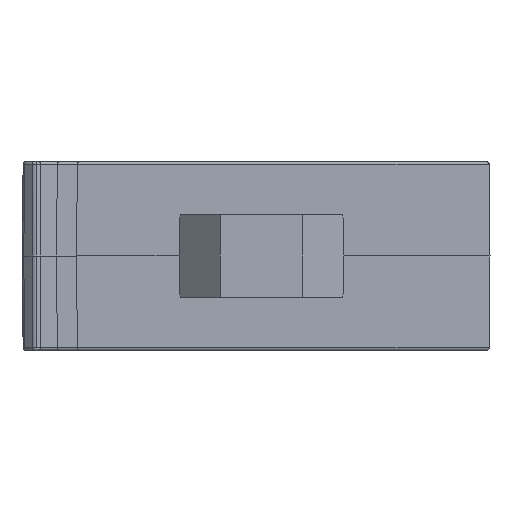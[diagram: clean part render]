
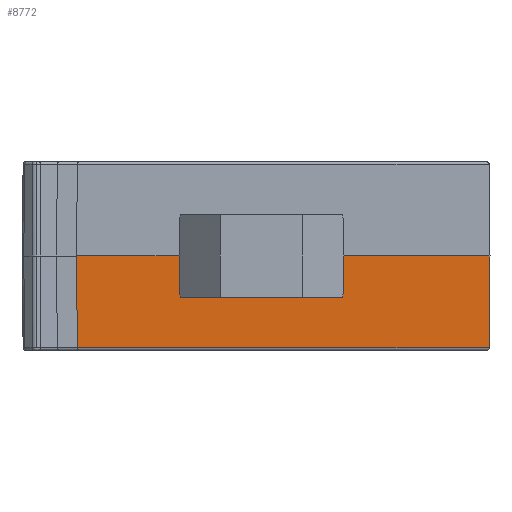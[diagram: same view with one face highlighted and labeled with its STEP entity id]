
A CAD part, front view. The second image highlights one B-rep face of the part: STEP entity #8772.
In plain terms, the highlighted planar face has unit normal (0, -1, 0).
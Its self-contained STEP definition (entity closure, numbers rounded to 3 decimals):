
#6443 = CYLINDRICAL_SURFACE('',#6444,0.2);
#6444 = AXIS2_PLACEMENT_3D('',#6445,#6446,#6447);
#6445 = CARTESIAN_POINT('',(-15.7,0.2,-7.8));
#6446 = DIRECTION('',(-1.,0.,-0.));
#6447 = DIRECTION('',(0.,0.,-1.));
#7919 = VERTEX_POINT('',#7920);
#7920 = CARTESIAN_POINT('',(4.,0.,0.));
#7927 = PLANE('',#7928);
#7928 = AXIS2_PLACEMENT_3D('',#7929,#7930,#7931);
#7929 = CARTESIAN_POINT('',(4.,-7.,0.));
#7930 = DIRECTION('',(1.,-0.,0.));
#7931 = DIRECTION('',(0.,1.,0.));
#7980 = VERTEX_POINT('',#7981);
#7981 = CARTESIAN_POINT('',(4.,0.,-3.5));
#7995 = PLANE('',#7996);
#7996 = AXIS2_PLACEMENT_3D('',#7997,#7998,#7999);
#7997 = CARTESIAN_POINT('',(-0.5,-7.,-3.5));
#7998 = DIRECTION('',(0.,0.,-1.));
#7999 = DIRECTION('',(-1.,0.,0.));
#8007 = EDGE_CURVE('',#7919,#7980,#8008,.T.);
#8008 = SURFACE_CURVE('',#8009,(#8013,#8020),.PCURVE_S1.);
#8009 = LINE('',#8010,#8011);
#8010 = CARTESIAN_POINT('',(4.,0.,8.));
#8011 = VECTOR('',#8012,1.);
#8012 = DIRECTION('',(0.,0.,-1.));
#8013 = PCURVE('',#7927,#8014);
#8014 = DEFINITIONAL_REPRESENTATION('',(#8015),#8019);
#8015 = LINE('',#8016,#8017);
#8016 = CARTESIAN_POINT('',(7.,8.));
#8017 = VECTOR('',#8018,1.);
#8018 = DIRECTION('',(0.,-1.));
#8019 = ( GEOMETRIC_REPRESENTATION_CONTEXT(2) 
PARAMETRIC_REPRESENTATION_CONTEXT() REPRESENTATION_CONTEXT('2D SPACE',''
  ) );
#8020 = PCURVE('',#8021,#8026);
#8021 = PLANE('',#8022);
#8022 = AXIS2_PLACEMENT_3D('',#8023,#8024,#8025);
#8023 = CARTESIAN_POINT('',(-15.7,0.,8.));
#8024 = DIRECTION('',(-0.,1.,0.));
#8025 = DIRECTION('',(1.,0.,0.));
#8026 = DEFINITIONAL_REPRESENTATION('',(#8027),#8031);
#8027 = LINE('',#8028,#8029);
#8028 = CARTESIAN_POINT('',(19.7,0.));
#8029 = VECTOR('',#8030,1.);
#8030 = DIRECTION('',(0.,1.));
#8031 = ( GEOMETRIC_REPRESENTATION_CONTEXT(2) 
PARAMETRIC_REPRESENTATION_CONTEXT() REPRESENTATION_CONTEXT('2D SPACE',''
  ) );
#8039 = VERTEX_POINT('',#8040);
#8040 = CARTESIAN_POINT('',(-4.,0.,0.));
#8059 = CYLINDRICAL_SURFACE('',#8060,3.5);
#8060 = AXIS2_PLACEMENT_3D('',#8061,#8062,#8063);
#8061 = CARTESIAN_POINT('',(-0.5,-7.,0.));
#8062 = DIRECTION('',(0.,-1.,0.));
#8063 = DIRECTION('',(0.,0.,1.));
#8141 = PLANE('',#8142);
#8142 = AXIS2_PLACEMENT_3D('',#8143,#8144,#8145);
#8143 = CARTESIAN_POINT('',(-15.7,0.,8.));
#8144 = DIRECTION('',(-0.,1.,0.));
#8145 = DIRECTION('',(1.,0.,0.));
#8159 = VERTEX_POINT('',#8160);
#8160 = CARTESIAN_POINT('',(-0.5,0.,-3.5));
#8232 = EDGE_CURVE('',#8159,#8039,#8233,.T.);
#8233 = SURFACE_CURVE('',#8234,(#8239,#8246),.PCURVE_S1.);
#8234 = CIRCLE('',#8235,3.5);
#8235 = AXIS2_PLACEMENT_3D('',#8236,#8237,#8238);
#8236 = CARTESIAN_POINT('',(-0.5,0.,0.));
#8237 = DIRECTION('',(0.,1.,0.));
#8238 = DIRECTION('',(0.,-0.,1.));
#8239 = PCURVE('',#8059,#8240);
#8240 = DEFINITIONAL_REPRESENTATION('',(#8241),#8245);
#8241 = LINE('',#8242,#8243);
#8242 = CARTESIAN_POINT('',(6.283,-7.));
#8243 = VECTOR('',#8244,1.);
#8244 = DIRECTION('',(-1.,0.));
#8245 = ( GEOMETRIC_REPRESENTATION_CONTEXT(2) 
PARAMETRIC_REPRESENTATION_CONTEXT() REPRESENTATION_CONTEXT('2D SPACE',''
  ) );
#8246 = PCURVE('',#8021,#8247);
#8247 = DEFINITIONAL_REPRESENTATION('',(#8248),#8252);
#8248 = CIRCLE('',#8249,3.5);
#8249 = AXIS2_PLACEMENT_2D('',#8250,#8251);
#8250 = CARTESIAN_POINT('',(15.2,8.));
#8251 = DIRECTION('',(0.,-1.));
#8252 = ( GEOMETRIC_REPRESENTATION_CONTEXT(2) 
PARAMETRIC_REPRESENTATION_CONTEXT() REPRESENTATION_CONTEXT('2D SPACE',''
  ) );
#8650 = VERTEX_POINT('',#8651);
#8651 = CARTESIAN_POINT('',(19.332,0.,-7.8));
#8660 = PLANE('',#8661);
#8661 = AXIS2_PLACEMENT_3D('',#8662,#8663,#8664);
#8662 = CARTESIAN_POINT('',(19.347,1.014,0.));
#8663 = DIRECTION('',(0.999,0.052,
    -0.009));
#8664 = DIRECTION('',(0.,-0.164,-0.986
    ));
#8725 = VERTEX_POINT('',#8726);
#8726 = CARTESIAN_POINT('',(19.4,0.,0.));
#8752 = EDGE_CURVE('',#8725,#8650,#8753,.T.);
#8753 = SURFACE_CURVE('',#8754,(#8758,#8765),.PCURVE_S1.);
#8754 = LINE('',#8755,#8756);
#8755 = CARTESIAN_POINT('',(19.4,0.,0.));
#8756 = VECTOR('',#8757,1.);
#8757 = DIRECTION('',(-0.009,0.,-1.));
#8758 = PCURVE('',#8660,#8759);
#8759 = DEFINITIONAL_REPRESENTATION('',(#8760),#8764);
#8760 = LINE('',#8761,#8762);
#8761 = CARTESIAN_POINT('',(0.167,-1.001));
#8762 = VECTOR('',#8763,1.);
#8763 = DIRECTION('',(0.986,0.165));
#8764 = ( GEOMETRIC_REPRESENTATION_CONTEXT(2) 
PARAMETRIC_REPRESENTATION_CONTEXT() REPRESENTATION_CONTEXT('2D SPACE',''
  ) );
#8765 = PCURVE('',#8021,#8766);
#8766 = DEFINITIONAL_REPRESENTATION('',(#8767),#8771);
#8767 = LINE('',#8768,#8769);
#8768 = CARTESIAN_POINT('',(35.1,8.));
#8769 = VECTOR('',#8770,1.);
#8770 = DIRECTION('',(-0.009,1.));
#8771 = ( GEOMETRIC_REPRESENTATION_CONTEXT(2) 
PARAMETRIC_REPRESENTATION_CONTEXT() REPRESENTATION_CONTEXT('2D SPACE',''
  ) );
#8772 = ADVANCED_FACE('',(#8773),#8021,.F.);
#8773 = FACE_BOUND('',#8774,.T.);
#8774 = EDGE_LOOP('',(#8775,#8805,#8826,#8827,#8848,#8849,#8870,#8871));
#8775 = ORIENTED_EDGE('',*,*,#8776,.T.);
#8776 = EDGE_CURVE('',#8777,#8779,#8781,.T.);
#8777 = VERTEX_POINT('',#8778);
#8778 = CARTESIAN_POINT('',(-15.7,0.,0.));
#8779 = VERTEX_POINT('',#8780);
#8780 = CARTESIAN_POINT('',(-15.632,0.,-7.8));
#8781 = SURFACE_CURVE('',#8782,(#8786,#8793),.PCURVE_S1.);
#8782 = LINE('',#8783,#8784);
#8783 = CARTESIAN_POINT('',(-15.77,0.,7.999));
#8784 = VECTOR('',#8785,1.);
#8785 = DIRECTION('',(0.009,-0.,-1.));
#8786 = PCURVE('',#8021,#8787);
#8787 = DEFINITIONAL_REPRESENTATION('',(#8788),#8792);
#8788 = LINE('',#8789,#8790);
#8789 = CARTESIAN_POINT('',(-0.07,0.001));
#8790 = VECTOR('',#8791,1.);
#8791 = DIRECTION('',(0.009,1.));
#8792 = ( GEOMETRIC_REPRESENTATION_CONTEXT(2) 
PARAMETRIC_REPRESENTATION_CONTEXT() REPRESENTATION_CONTEXT('2D SPACE',''
  ) );
#8793 = PCURVE('',#8794,#8799);
#8794 = PLANE('',#8795);
#8795 = AXIS2_PLACEMENT_3D('',#8796,#8797,#8798);
#8796 = CARTESIAN_POINT('',(-15.7,0.,0.));
#8797 = DIRECTION('',(-1.,0.,-0.009));
#8798 = DIRECTION('',(-0.009,0.,1.));
#8799 = DEFINITIONAL_REPRESENTATION('',(#8800),#8804);
#8800 = LINE('',#8801,#8802);
#8801 = CARTESIAN_POINT('',(8.,0.));
#8802 = VECTOR('',#8803,1.);
#8803 = DIRECTION('',(-1.,0.));
#8804 = ( GEOMETRIC_REPRESENTATION_CONTEXT(2) 
PARAMETRIC_REPRESENTATION_CONTEXT() REPRESENTATION_CONTEXT('2D SPACE',''
  ) );
#8805 = ORIENTED_EDGE('',*,*,#8806,.T.);
#8806 = EDGE_CURVE('',#8779,#8650,#8807,.T.);
#8807 = SURFACE_CURVE('',#8808,(#8812,#8819),.PCURVE_S1.);
#8808 = LINE('',#8809,#8810);
#8809 = CARTESIAN_POINT('',(-15.7,0.,-7.8));
#8810 = VECTOR('',#8811,1.);
#8811 = DIRECTION('',(1.,0.,0.));
#8812 = PCURVE('',#8021,#8813);
#8813 = DEFINITIONAL_REPRESENTATION('',(#8814),#8818);
#8814 = LINE('',#8815,#8816);
#8815 = CARTESIAN_POINT('',(0.,15.8));
#8816 = VECTOR('',#8817,1.);
#8817 = DIRECTION('',(1.,0.));
#8818 = ( GEOMETRIC_REPRESENTATION_CONTEXT(2) 
PARAMETRIC_REPRESENTATION_CONTEXT() REPRESENTATION_CONTEXT('2D SPACE',''
  ) );
#8819 = PCURVE('',#6443,#8820);
#8820 = DEFINITIONAL_REPRESENTATION('',(#8821),#8825);
#8821 = LINE('',#8822,#8823);
#8822 = CARTESIAN_POINT('',(1.571,0.));
#8823 = VECTOR('',#8824,1.);
#8824 = DIRECTION('',(0.,-1.));
#8825 = ( GEOMETRIC_REPRESENTATION_CONTEXT(2) 
PARAMETRIC_REPRESENTATION_CONTEXT() REPRESENTATION_CONTEXT('2D SPACE',''
  ) );
#8826 = ORIENTED_EDGE('',*,*,#8752,.F.);
#8827 = ORIENTED_EDGE('',*,*,#8828,.F.);
#8828 = EDGE_CURVE('',#7919,#8725,#8829,.T.);
#8829 = SURFACE_CURVE('',#8830,(#8834,#8841),.PCURVE_S1.);
#8830 = LINE('',#8831,#8832);
#8831 = CARTESIAN_POINT('',(-15.7,0.,0.));
#8832 = VECTOR('',#8833,1.);
#8833 = DIRECTION('',(1.,0.,0.));
#8834 = PCURVE('',#8021,#8835);
#8835 = DEFINITIONAL_REPRESENTATION('',(#8836),#8840);
#8836 = LINE('',#8837,#8838);
#8837 = CARTESIAN_POINT('',(0.,8.));
#8838 = VECTOR('',#8839,1.);
#8839 = DIRECTION('',(1.,0.));
#8840 = ( GEOMETRIC_REPRESENTATION_CONTEXT(2) 
PARAMETRIC_REPRESENTATION_CONTEXT() REPRESENTATION_CONTEXT('2D SPACE',''
  ) );
#8841 = PCURVE('',#8141,#8842);
#8842 = DEFINITIONAL_REPRESENTATION('',(#8843),#8847);
#8843 = LINE('',#8844,#8845);
#8844 = CARTESIAN_POINT('',(0.,8.));
#8845 = VECTOR('',#8846,1.);
#8846 = DIRECTION('',(1.,0.));
#8847 = ( GEOMETRIC_REPRESENTATION_CONTEXT(2) 
PARAMETRIC_REPRESENTATION_CONTEXT() REPRESENTATION_CONTEXT('2D SPACE',''
  ) );
#8848 = ORIENTED_EDGE('',*,*,#8007,.T.);
#8849 = ORIENTED_EDGE('',*,*,#8850,.T.);
#8850 = EDGE_CURVE('',#7980,#8159,#8851,.T.);
#8851 = SURFACE_CURVE('',#8852,(#8856,#8863),.PCURVE_S1.);
#8852 = LINE('',#8853,#8854);
#8853 = CARTESIAN_POINT('',(-15.7,0.,-3.5));
#8854 = VECTOR('',#8855,1.);
#8855 = DIRECTION('',(-1.,0.,0.));
#8856 = PCURVE('',#8021,#8857);
#8857 = DEFINITIONAL_REPRESENTATION('',(#8858),#8862);
#8858 = LINE('',#8859,#8860);
#8859 = CARTESIAN_POINT('',(0.,11.5));
#8860 = VECTOR('',#8861,1.);
#8861 = DIRECTION('',(-1.,0.));
#8862 = ( GEOMETRIC_REPRESENTATION_CONTEXT(2) 
PARAMETRIC_REPRESENTATION_CONTEXT() REPRESENTATION_CONTEXT('2D SPACE',''
  ) );
#8863 = PCURVE('',#7995,#8864);
#8864 = DEFINITIONAL_REPRESENTATION('',(#8865),#8869);
#8865 = LINE('',#8866,#8867);
#8866 = CARTESIAN_POINT('',(15.2,7.));
#8867 = VECTOR('',#8868,1.);
#8868 = DIRECTION('',(1.,0.));
#8869 = ( GEOMETRIC_REPRESENTATION_CONTEXT(2) 
PARAMETRIC_REPRESENTATION_CONTEXT() REPRESENTATION_CONTEXT('2D SPACE',''
  ) );
#8870 = ORIENTED_EDGE('',*,*,#8232,.T.);
#8871 = ORIENTED_EDGE('',*,*,#8872,.F.);
#8872 = EDGE_CURVE('',#8777,#8039,#8873,.T.);
#8873 = SURFACE_CURVE('',#8874,(#8878,#8885),.PCURVE_S1.);
#8874 = LINE('',#8875,#8876);
#8875 = CARTESIAN_POINT('',(-15.7,0.,0.));
#8876 = VECTOR('',#8877,1.);
#8877 = DIRECTION('',(1.,0.,0.));
#8878 = PCURVE('',#8021,#8879);
#8879 = DEFINITIONAL_REPRESENTATION('',(#8880),#8884);
#8880 = LINE('',#8881,#8882);
#8881 = CARTESIAN_POINT('',(0.,8.));
#8882 = VECTOR('',#8883,1.);
#8883 = DIRECTION('',(1.,0.));
#8884 = ( GEOMETRIC_REPRESENTATION_CONTEXT(2) 
PARAMETRIC_REPRESENTATION_CONTEXT() REPRESENTATION_CONTEXT('2D SPACE',''
  ) );
#8885 = PCURVE('',#8141,#8886);
#8886 = DEFINITIONAL_REPRESENTATION('',(#8887),#8891);
#8887 = LINE('',#8888,#8889);
#8888 = CARTESIAN_POINT('',(0.,8.));
#8889 = VECTOR('',#8890,1.);
#8890 = DIRECTION('',(1.,0.));
#8891 = ( GEOMETRIC_REPRESENTATION_CONTEXT(2) 
PARAMETRIC_REPRESENTATION_CONTEXT() REPRESENTATION_CONTEXT('2D SPACE',''
  ) );
